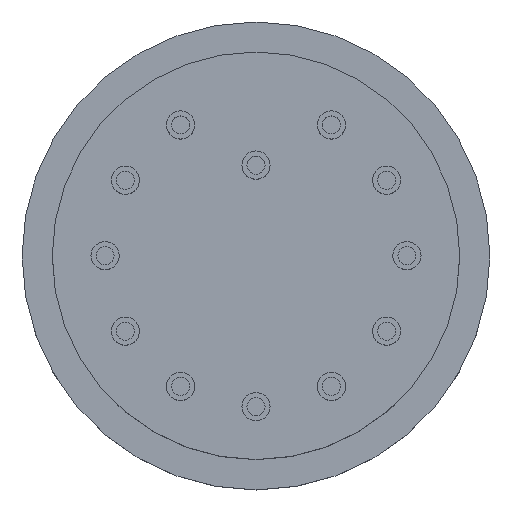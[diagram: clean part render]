
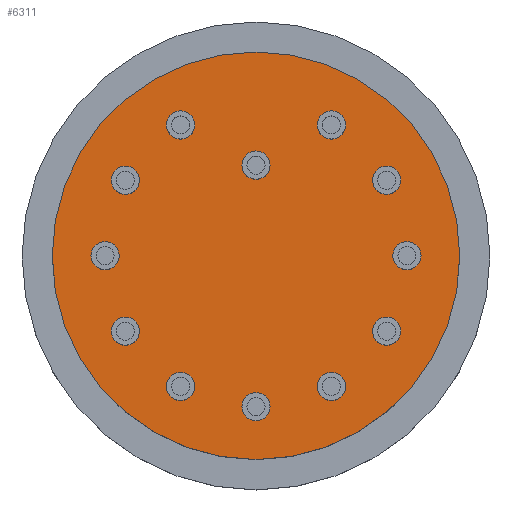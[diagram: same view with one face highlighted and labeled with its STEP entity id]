
A CAD part, top view. The second image highlights one B-rep face of the part: STEP entity #6311.
In plain terms, the highlighted planar face has unit normal (0, 0, 1).
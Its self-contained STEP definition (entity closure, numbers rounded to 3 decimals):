
#151=CIRCLE($,#6584,1.4);
#155=CIRCLE($,#6591,1.4);
#159=CIRCLE($,#6598,1.4);
#163=CIRCLE($,#6605,1.4);
#167=CIRCLE($,#6612,1.4);
#171=CIRCLE($,#6619,1.4);
#175=CIRCLE($,#6626,1.4);
#179=CIRCLE($,#6633,1.4);
#183=CIRCLE($,#6640,1.4);
#187=CIRCLE($,#6647,1.4);
#191=CIRCLE($,#6654,1.4);
#195=CIRCLE($,#6661,1.4);
#196=CIRCLE($,#6664,20.25);
#336=FACE_BOUND($,#1553,.T.);
#337=FACE_BOUND($,#1554,.T.);
#338=FACE_BOUND($,#1555,.T.);
#339=FACE_BOUND($,#1556,.T.);
#340=FACE_BOUND($,#1557,.T.);
#341=FACE_BOUND($,#1558,.T.);
#342=FACE_BOUND($,#1559,.T.);
#343=FACE_BOUND($,#1560,.T.);
#344=FACE_BOUND($,#1561,.T.);
#345=FACE_BOUND($,#1562,.T.);
#346=FACE_BOUND($,#1563,.T.);
#347=FACE_BOUND($,#1564,.T.);
#348=FACE_BOUND($,#1565,.T.);
#1553=EDGE_LOOP($,(#5435));
#1554=EDGE_LOOP($,(#5436));
#1555=EDGE_LOOP($,(#5437));
#1556=EDGE_LOOP($,(#5438));
#1557=EDGE_LOOP($,(#5439));
#1558=EDGE_LOOP($,(#5440));
#1559=EDGE_LOOP($,(#5441));
#1560=EDGE_LOOP($,(#5442));
#1561=EDGE_LOOP($,(#5443));
#1562=EDGE_LOOP($,(#5444));
#1563=EDGE_LOOP($,(#5445));
#1564=EDGE_LOOP($,(#5446));
#1565=EDGE_LOOP($,(#5447));
#2997=VERTEX_POINT($,#11105);
#3001=VERTEX_POINT($,#11116);
#3005=VERTEX_POINT($,#11127);
#3009=VERTEX_POINT($,#11138);
#3013=VERTEX_POINT($,#11149);
#3017=VERTEX_POINT($,#11160);
#3021=VERTEX_POINT($,#11171);
#3025=VERTEX_POINT($,#11182);
#3029=VERTEX_POINT($,#11193);
#3033=VERTEX_POINT($,#11204);
#3037=VERTEX_POINT($,#11215);
#3041=VERTEX_POINT($,#11226);
#3042=VERTEX_POINT($,#11230);
#3807=EDGE_CURVE($,#2997,#2997,#151,.T.);
#3811=EDGE_CURVE($,#3001,#3001,#155,.T.);
#3815=EDGE_CURVE($,#3005,#3005,#159,.T.);
#3819=EDGE_CURVE($,#3009,#3009,#163,.T.);
#3823=EDGE_CURVE($,#3013,#3013,#167,.T.);
#3827=EDGE_CURVE($,#3017,#3017,#171,.T.);
#3831=EDGE_CURVE($,#3021,#3021,#175,.T.);
#3835=EDGE_CURVE($,#3025,#3025,#179,.T.);
#3839=EDGE_CURVE($,#3029,#3029,#183,.T.);
#3843=EDGE_CURVE($,#3033,#3033,#187,.T.);
#3847=EDGE_CURVE($,#3037,#3037,#191,.T.);
#3851=EDGE_CURVE($,#3041,#3041,#195,.T.);
#3852=EDGE_CURVE($,#3042,#3042,#196,.T.);
#5435=ORIENTED_EDGE($,*,*,#3807,.T.);
#5436=ORIENTED_EDGE($,*,*,#3811,.T.);
#5437=ORIENTED_EDGE($,*,*,#3815,.T.);
#5438=ORIENTED_EDGE($,*,*,#3819,.T.);
#5439=ORIENTED_EDGE($,*,*,#3823,.T.);
#5440=ORIENTED_EDGE($,*,*,#3827,.T.);
#5441=ORIENTED_EDGE($,*,*,#3831,.T.);
#5442=ORIENTED_EDGE($,*,*,#3835,.T.);
#5443=ORIENTED_EDGE($,*,*,#3839,.T.);
#5444=ORIENTED_EDGE($,*,*,#3843,.T.);
#5445=ORIENTED_EDGE($,*,*,#3847,.T.);
#5446=ORIENTED_EDGE($,*,*,#3851,.T.);
#5447=ORIENTED_EDGE($,*,*,#3852,.F.);
#5626=PLANE($,#6663);
#6311=ADVANCED_FACE($,(#336,#337,#338,#339,#340,#341,#342,#343,#344,#345,
#346,#347,#348),#5626,.F.);
#6584=AXIS2_PLACEMENT_3D($,#11106,#7631,#7632);
#6591=AXIS2_PLACEMENT_3D($,#11117,#7645,#7646);
#6598=AXIS2_PLACEMENT_3D($,#11128,#7659,#7660);
#6605=AXIS2_PLACEMENT_3D($,#11139,#7673,#7674);
#6612=AXIS2_PLACEMENT_3D($,#11150,#7687,#7688);
#6619=AXIS2_PLACEMENT_3D($,#11161,#7701,#7702);
#6626=AXIS2_PLACEMENT_3D($,#11172,#7715,#7716);
#6633=AXIS2_PLACEMENT_3D($,#11183,#7729,#7730);
#6640=AXIS2_PLACEMENT_3D($,#11194,#7743,#7744);
#6647=AXIS2_PLACEMENT_3D($,#11205,#7757,#7758);
#6654=AXIS2_PLACEMENT_3D($,#11216,#7771,#7772);
#6661=AXIS2_PLACEMENT_3D($,#11227,#7785,#7786);
#6663=AXIS2_PLACEMENT_3D($,#11229,#7789,#7790);
#6664=AXIS2_PLACEMENT_3D($,#11231,#7791,#7792);
#7631=DIRECTION('center_axis',(0.,0.,-1.));
#7632=DIRECTION('ref_axis',(-1.,0.,0.));
#7645=DIRECTION('center_axis',(0.,0.,-1.));
#7646=DIRECTION('ref_axis',(-1.,0.,0.));
#7659=DIRECTION('center_axis',(0.,0.,-1.));
#7660=DIRECTION('ref_axis',(-1.,0.,0.));
#7673=DIRECTION('center_axis',(0.,0.,-1.));
#7674=DIRECTION('ref_axis',(-1.,0.,0.));
#7687=DIRECTION('center_axis',(0.,0.,-1.));
#7688=DIRECTION('ref_axis',(-1.,0.,0.));
#7701=DIRECTION('center_axis',(0.,0.,-1.));
#7702=DIRECTION('ref_axis',(-1.,0.,0.));
#7715=DIRECTION('center_axis',(0.,0.,-1.));
#7716=DIRECTION('ref_axis',(-1.,0.,0.));
#7729=DIRECTION('center_axis',(0.,0.,-1.));
#7730=DIRECTION('ref_axis',(-1.,0.,0.));
#7743=DIRECTION('center_axis',(0.,0.,-1.));
#7744=DIRECTION('ref_axis',(-1.,0.,0.));
#7757=DIRECTION('center_axis',(0.,0.,-1.));
#7758=DIRECTION('ref_axis',(-1.,0.,0.));
#7771=DIRECTION('center_axis',(0.,0.,-1.));
#7772=DIRECTION('ref_axis',(-1.,0.,0.));
#7785=DIRECTION('center_axis',(0.,0.,-1.));
#7786=DIRECTION('ref_axis',(-1.,0.,0.));
#7789=DIRECTION('center_axis',(0.,0.,-1.));
#7790=DIRECTION('ref_axis',(-1.,0.,0.));
#7791=DIRECTION('center_axis',(0.,0.,-1.));
#7792=DIRECTION('ref_axis',(-1.,0.,0.));
#11105=CARTESIAN_POINT('',(1.4,9.,25.3));
#11106=CARTESIAN_POINT('Origin',(0.,9.,25.3));
#11116=CARTESIAN_POINT('',(-6.1,-12.99,25.3));
#11117=CARTESIAN_POINT('Origin',(-7.5,-12.99,25.3));
#11127=CARTESIAN_POINT('',(-11.59,-7.5,25.3));
#11128=CARTESIAN_POINT('Origin',(-12.99,-7.5,25.3));
#11138=CARTESIAN_POINT('',(-13.6,0.,25.3));
#11139=CARTESIAN_POINT('Origin',(-15.,0.,25.3));
#11149=CARTESIAN_POINT('',(-11.59,7.5,25.3));
#11150=CARTESIAN_POINT('Origin',(-12.99,7.5,25.3));
#11160=CARTESIAN_POINT('',(-6.1,12.99,25.3));
#11161=CARTESIAN_POINT('Origin',(-7.5,12.99,25.3));
#11171=CARTESIAN_POINT('',(8.9,12.99,25.3));
#11172=CARTESIAN_POINT('Origin',(7.5,12.99,25.3));
#11182=CARTESIAN_POINT('',(14.39,7.5,25.3));
#11183=CARTESIAN_POINT('Origin',(12.99,7.5,25.3));
#11193=CARTESIAN_POINT('',(16.4,0.,25.3));
#11194=CARTESIAN_POINT('Origin',(15.,0.,25.3));
#11204=CARTESIAN_POINT('',(14.39,-7.5,25.3));
#11205=CARTESIAN_POINT('Origin',(12.99,-7.5,25.3));
#11215=CARTESIAN_POINT('',(8.9,-12.99,25.3));
#11216=CARTESIAN_POINT('Origin',(7.5,-12.99,25.3));
#11226=CARTESIAN_POINT('',(1.4,-15.,25.3));
#11227=CARTESIAN_POINT('Origin',(0.,-15.,25.3));
#11229=CARTESIAN_POINT('Origin',(0.,0.,25.3));
#11230=CARTESIAN_POINT('',(20.25,0.,25.3));
#11231=CARTESIAN_POINT('Origin',(0.,0.,25.3));
